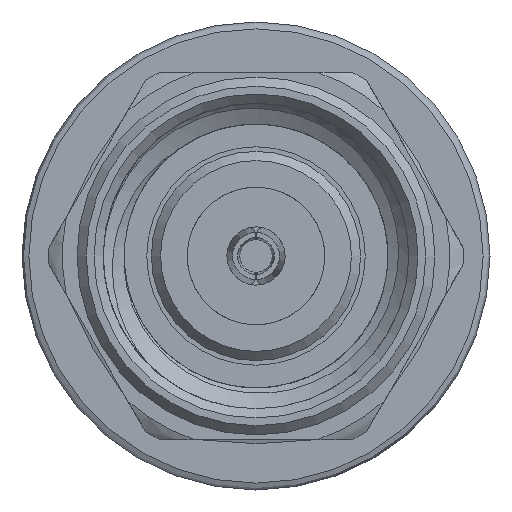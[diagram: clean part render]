
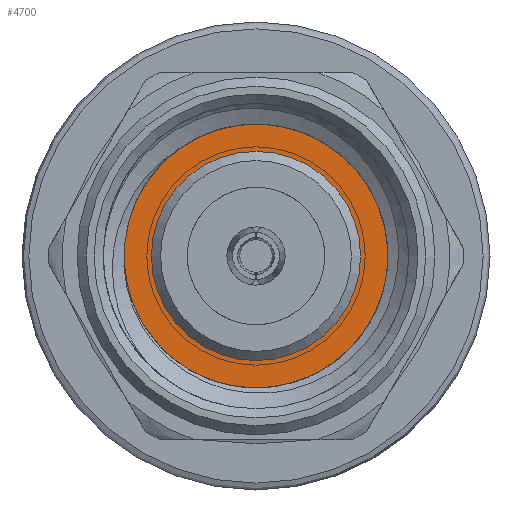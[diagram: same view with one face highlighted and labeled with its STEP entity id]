
A CAD part, front view. The second image highlights one B-rep face of the part: STEP entity #4700.
In plain terms, the highlighted planar face has unit normal (0, -1, 0).
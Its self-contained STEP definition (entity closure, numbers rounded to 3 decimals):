
#780=PLANE('',#5308);
#998=ORIENTED_EDGE('',*,*,#2205,.T.);
#999=ORIENTED_EDGE('',*,*,#2207,.F.);
#2205=EDGE_CURVE('',#2828,#2828,#3296,.T.);
#2207=EDGE_CURVE('',#2830,#2830,#3298,.T.);
#2828=VERTEX_POINT('',#7411);
#2830=VERTEX_POINT('',#7416);
#3296=CIRCLE('',#5303,2.25);
#3298=CIRCLE('',#5306,3.);
#3603=EDGE_LOOP('',(#998));
#3604=EDGE_LOOP('',(#999));
#4110=FACE_BOUND('',#3603,.T.);
#4111=FACE_BOUND('',#3604,.T.);
#4700=ADVANCED_FACE('',(#4110,#4111),#780,.F.);
#5303=AXIS2_PLACEMENT_3D('',#7410,#6015,#6016);
#5306=AXIS2_PLACEMENT_3D('',#7415,#6021,#6022);
#5308=AXIS2_PLACEMENT_3D('',#7418,#6025,#6026);
#6015=DIRECTION('',(0.,1.,0.));
#6016=DIRECTION('',(1.,0.,0.));
#6021=DIRECTION('',(0.,1.,0.));
#6022=DIRECTION('',(1.,0.,0.));
#6025=DIRECTION('',(0.,1.,0.));
#6026=DIRECTION('',(0.,0.,1.));
#7410=CARTESIAN_POINT('',(0.,0.,0.));
#7411=CARTESIAN_POINT('',(2.25,0.,0.));
#7415=CARTESIAN_POINT('',(0.,0.,0.));
#7416=CARTESIAN_POINT('',(3.,0.,0.));
#7418=CARTESIAN_POINT('',(0.,0.,0.));
